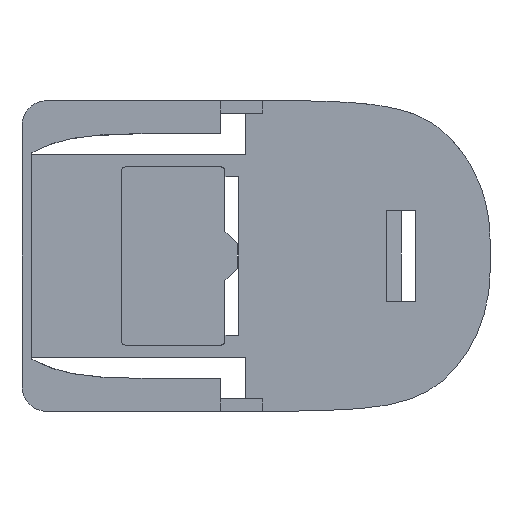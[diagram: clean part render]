
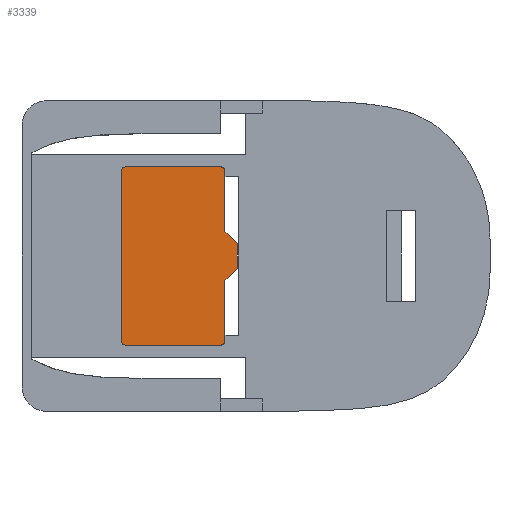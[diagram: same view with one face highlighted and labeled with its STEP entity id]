
A CAD part, left-side view. The second image highlights one B-rep face of the part: STEP entity #3339.
In plain terms, the highlighted free-form (B-spline) face has degree [1, 1] with [2, 2] control points.
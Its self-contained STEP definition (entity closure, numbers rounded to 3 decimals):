
#3301 = EDGE_CURVE('',#3302,#3304,#3306,.T.);
#3302 = VERTEX_POINT('',#3303);
#3303 = CARTESIAN_POINT('',(-10.717,-42.87,
    -19.202));
#3304 = VERTEX_POINT('',#3305);
#3305 = CARTESIAN_POINT('',(-10.717,-22.328,
    -19.202));
#3306 = B_SPLINE_CURVE_WITH_KNOTS('',1,(#3307,#3308),.UNSPECIFIED.,.F.,
  .F.,(2,2),(1.,24.),.PIECEWISE_BEZIER_KNOTS.);
#3307 = CARTESIAN_POINT('',(-10.717,-42.87,
    -19.202));
#3308 = CARTESIAN_POINT('',(-10.717,-22.328,
    -19.202));
#3339 = ADVANCED_FACE('',(#3340),#3422,.T.);
#3340 = FACE_BOUND('',#3341,.T.);
#3341 = EDGE_LOOP('',(#3342,#3351,#3359,#3366,#3374,#3381,#3387,#3388,
    #3396,#3403,#3410,#3417));
#3342 = ORIENTED_EDGE('',*,*,#3343,.F.);
#3343 = EDGE_CURVE('',#3344,#3346,#3348,.T.);
#3344 = VERTEX_POINT('',#3345);
#3345 = CARTESIAN_POINT('',(-10.717,-43.763,
    18.309));
#3346 = VERTEX_POINT('',#3347);
#3347 = CARTESIAN_POINT('',(-10.717,-43.763,
    5.359));
#3348 = B_SPLINE_CURVE_WITH_KNOTS('',1,(#3349,#3350),.UNSPECIFIED.,.F.,
  .F.,(2,2),(1.,15.5),.PIECEWISE_BEZIER_KNOTS.);
#3349 = CARTESIAN_POINT('',(-10.717,-43.763,
    18.309));
#3350 = CARTESIAN_POINT('',(-10.717,-43.763,
    5.359));
#3351 = ORIENTED_EDGE('',*,*,#3352,.T.);
#3352 = EDGE_CURVE('',#3344,#3353,#3355,.T.);
#3353 = VERTEX_POINT('',#3354);
#3354 = CARTESIAN_POINT('',(-10.717,-42.87,
    19.202));
#3355 = ( BOUNDED_CURVE() B_SPLINE_CURVE(2,(#3356,#3357,#3358),
.UNSPECIFIED.,.F.,.F.) B_SPLINE_CURVE_WITH_KNOTS((3,3),(3.142,
4.712),.PIECEWISE_BEZIER_KNOTS.) CURVE() 
GEOMETRIC_REPRESENTATION_ITEM() RATIONAL_B_SPLINE_CURVE((1.,
0.707,1.)) REPRESENTATION_ITEM('') );
#3356 = CARTESIAN_POINT('',(-10.717,-43.763,
    18.309));
#3357 = CARTESIAN_POINT('',(-10.717,-43.763,
    19.202));
#3358 = CARTESIAN_POINT('',(-10.717,-42.87,
    19.202));
#3359 = ORIENTED_EDGE('',*,*,#3360,.T.);
#3360 = EDGE_CURVE('',#3353,#3361,#3363,.T.);
#3361 = VERTEX_POINT('',#3362);
#3362 = CARTESIAN_POINT('',(-10.717,-22.328,
    19.202));
#3363 = B_SPLINE_CURVE_WITH_KNOTS('',1,(#3364,#3365),.UNSPECIFIED.,.F.,
  .F.,(2,2),(1.,24.),.PIECEWISE_BEZIER_KNOTS.);
#3364 = CARTESIAN_POINT('',(-10.717,-42.87,
    19.202));
#3365 = CARTESIAN_POINT('',(-10.717,-22.328,
    19.202));
#3366 = ORIENTED_EDGE('',*,*,#3367,.T.);
#3367 = EDGE_CURVE('',#3361,#3368,#3370,.T.);
#3368 = VERTEX_POINT('',#3369);
#3369 = CARTESIAN_POINT('',(-10.717,-21.435,
    18.309));
#3370 = ( BOUNDED_CURVE() B_SPLINE_CURVE(2,(#3371,#3372,#3373),
.UNSPECIFIED.,.F.,.F.) B_SPLINE_CURVE_WITH_KNOTS((3,3),(4.712,
6.283),.PIECEWISE_BEZIER_KNOTS.) CURVE() 
GEOMETRIC_REPRESENTATION_ITEM() RATIONAL_B_SPLINE_CURVE((1.,
0.707,1.)) REPRESENTATION_ITEM('') );
#3371 = CARTESIAN_POINT('',(-10.717,-22.328,
    19.202));
#3372 = CARTESIAN_POINT('',(-10.717,-21.435,
    19.202));
#3373 = CARTESIAN_POINT('',(-10.717,-21.435,
    18.309));
#3374 = ORIENTED_EDGE('',*,*,#3375,.T.);
#3375 = EDGE_CURVE('',#3368,#3376,#3378,.T.);
#3376 = VERTEX_POINT('',#3377);
#3377 = CARTESIAN_POINT('',(-10.717,-21.435,
    -18.309));
#3378 = B_SPLINE_CURVE_WITH_KNOTS('',1,(#3379,#3380),.UNSPECIFIED.,.F.,
  .F.,(2,2),(1.,42.),.PIECEWISE_BEZIER_KNOTS.);
#3379 = CARTESIAN_POINT('',(-10.717,-21.435,
    18.309));
#3380 = CARTESIAN_POINT('',(-10.717,-21.435,
    -18.309));
#3381 = ORIENTED_EDGE('',*,*,#3382,.T.);
#3382 = EDGE_CURVE('',#3376,#3304,#3383,.T.);
#3383 = ( BOUNDED_CURVE() B_SPLINE_CURVE(2,(#3384,#3385,#3386),
.UNSPECIFIED.,.F.,.F.) B_SPLINE_CURVE_WITH_KNOTS((3,3),(0.,
1.571),.PIECEWISE_BEZIER_KNOTS.) CURVE() 
GEOMETRIC_REPRESENTATION_ITEM() RATIONAL_B_SPLINE_CURVE((1.,
0.707,1.)) REPRESENTATION_ITEM('') );
#3384 = CARTESIAN_POINT('',(-10.717,-21.435,
    -18.309));
#3385 = CARTESIAN_POINT('',(-10.717,-21.435,
    -19.202));
#3386 = CARTESIAN_POINT('',(-10.717,-22.328,
    -19.202));
#3387 = ORIENTED_EDGE('',*,*,#3301,.F.);
#3388 = ORIENTED_EDGE('',*,*,#3389,.T.);
#3389 = EDGE_CURVE('',#3302,#3390,#3392,.T.);
#3390 = VERTEX_POINT('',#3391);
#3391 = CARTESIAN_POINT('',(-10.717,-43.763,
    -18.309));
#3392 = ( BOUNDED_CURVE() B_SPLINE_CURVE(2,(#3393,#3394,#3395),
.UNSPECIFIED.,.F.,.F.) B_SPLINE_CURVE_WITH_KNOTS((3,3),(1.571,
3.142),.PIECEWISE_BEZIER_KNOTS.) CURVE() 
GEOMETRIC_REPRESENTATION_ITEM() RATIONAL_B_SPLINE_CURVE((1.,
0.707,1.)) REPRESENTATION_ITEM('') );
#3393 = CARTESIAN_POINT('',(-10.717,-42.87,
    -19.202));
#3394 = CARTESIAN_POINT('',(-10.717,-43.763,
    -19.202));
#3395 = CARTESIAN_POINT('',(-10.717,-43.763,
    -18.309));
#3396 = ORIENTED_EDGE('',*,*,#3397,.F.);
#3397 = EDGE_CURVE('',#3398,#3390,#3400,.T.);
#3398 = VERTEX_POINT('',#3399);
#3399 = CARTESIAN_POINT('',(-10.717,-43.763,
    -5.359));
#3400 = B_SPLINE_CURVE_WITH_KNOTS('',1,(#3401,#3402),.UNSPECIFIED.,.F.,
  .F.,(2,2),(0.,14.5),.PIECEWISE_BEZIER_KNOTS.);
#3401 = CARTESIAN_POINT('',(-10.717,-43.763,
    -5.359));
#3402 = CARTESIAN_POINT('',(-10.717,-43.763,
    -18.309));
#3403 = ORIENTED_EDGE('',*,*,#3404,.F.);
#3404 = EDGE_CURVE('',#3405,#3398,#3407,.T.);
#3405 = VERTEX_POINT('',#3406);
#3406 = CARTESIAN_POINT('',(-10.717,-46.442,
    -2.679));
#3407 = B_SPLINE_CURVE_WITH_KNOTS('',1,(#3408,#3409),.UNSPECIFIED.,.F.,
  .F.,(2,2),(0.,4.243),.PIECEWISE_BEZIER_KNOTS.);
#3408 = CARTESIAN_POINT('',(-10.717,-46.442,
    -2.679));
#3409 = CARTESIAN_POINT('',(-10.717,-43.763,
    -5.359));
#3410 = ORIENTED_EDGE('',*,*,#3411,.F.);
#3411 = EDGE_CURVE('',#3412,#3405,#3414,.T.);
#3412 = VERTEX_POINT('',#3413);
#3413 = CARTESIAN_POINT('',(-10.717,-46.442,
    2.679));
#3414 = B_SPLINE_CURVE_WITH_KNOTS('',1,(#3415,#3416),.UNSPECIFIED.,.F.,
  .F.,(2,2),(0.,6.),.PIECEWISE_BEZIER_KNOTS.);
#3415 = CARTESIAN_POINT('',(-10.717,-46.442,
    2.679));
#3416 = CARTESIAN_POINT('',(-10.717,-46.442,
    -2.679));
#3417 = ORIENTED_EDGE('',*,*,#3418,.F.);
#3418 = EDGE_CURVE('',#3346,#3412,#3419,.T.);
#3419 = B_SPLINE_CURVE_WITH_KNOTS('',1,(#3420,#3421),.UNSPECIFIED.,.F.,
  .F.,(2,2),(0.,4.243),.PIECEWISE_BEZIER_KNOTS.);
#3420 = CARTESIAN_POINT('',(-10.717,-43.763,
    5.359));
#3421 = CARTESIAN_POINT('',(-10.717,-46.442,
    2.679));
#3422 = B_SPLINE_SURFACE_WITH_KNOTS('',1,1,(
    (#3423,#3424)
    ,(#3425,#3426
    )),.UNSPECIFIED.,.F.,.F.,.F.,(2,2),(2,2),(-52.,-24.),(-21.5,21.5),
  .PIECEWISE_BEZIER_KNOTS.);
#3423 = CARTESIAN_POINT('',(-10.717,-46.442,
    19.202));
#3424 = CARTESIAN_POINT('',(-10.717,-46.442,
    -19.202));
#3425 = CARTESIAN_POINT('',(-10.717,-21.435,
    19.202));
#3426 = CARTESIAN_POINT('',(-10.717,-21.435,
    -19.202));
